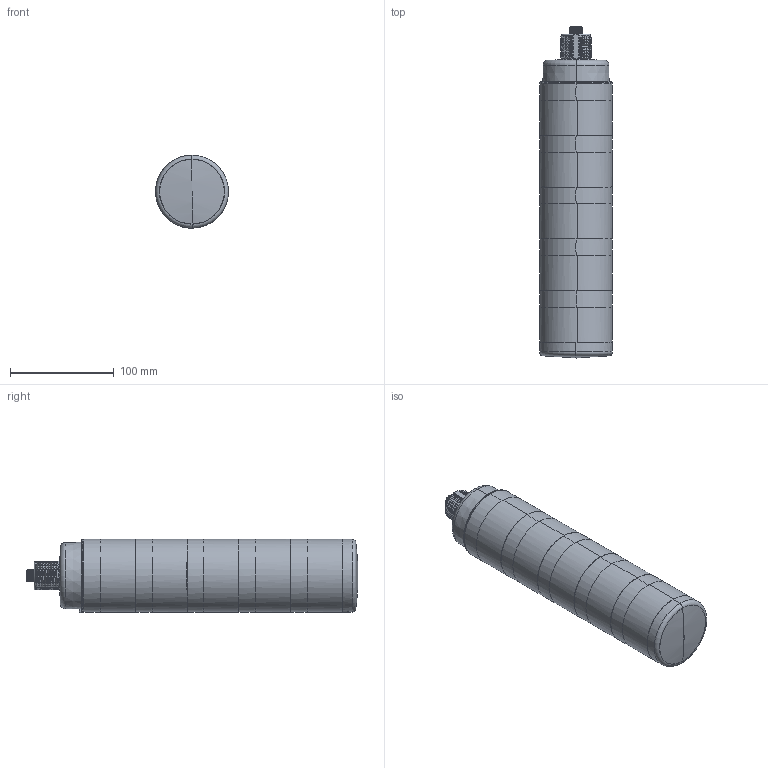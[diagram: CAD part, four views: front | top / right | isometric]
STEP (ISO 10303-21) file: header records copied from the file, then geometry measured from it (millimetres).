
FILE_DESCRIPTION((''),'2;1');
FILE_NAME('233625_SM01_ASM','2024-06-10T17:31:16',('banengservice'),('BANNER ENGINEERING'),'CREO PARAMETRIC BY PTC INC, 2022414','CREO PARAMETRIC BY PTC INC, 2022414','');
FILE_SCHEMA(('CONFIG_CONTROL_DESIGN'));
Length unit declared in the file: millimetre
Products named in the file (2): 233625_EP01; 233625_SM01_ASM
Assembly tree (1 placements, depth 2):
  233625_SM01_ASM
    233625_EP01
Bounding box: 70.19 x 319.25 x 70.84 mm (x, y, z)
Volume: 1094413 mm3; surface area: 79108.5 mm2
Topology: 1 solids, 1 shells, 356 faces, 918 edges, 581 vertices
Faces by surface type: bspline 127, cylinder 125, plane 60, cone 23, torus 17, sphere 4
Entity records: 28866 total; most frequent: CARTESIAN_POINT 21280, ORIENTED_EDGE 1832, DIRECTION 1173, EDGE_CURVE 916, VERTEX_POINT 581, AXIS2_PLACEMENT_3D 473, B_SPLINE_CURVE_WITH_KNOTS 448, EDGE_LOOP 375
